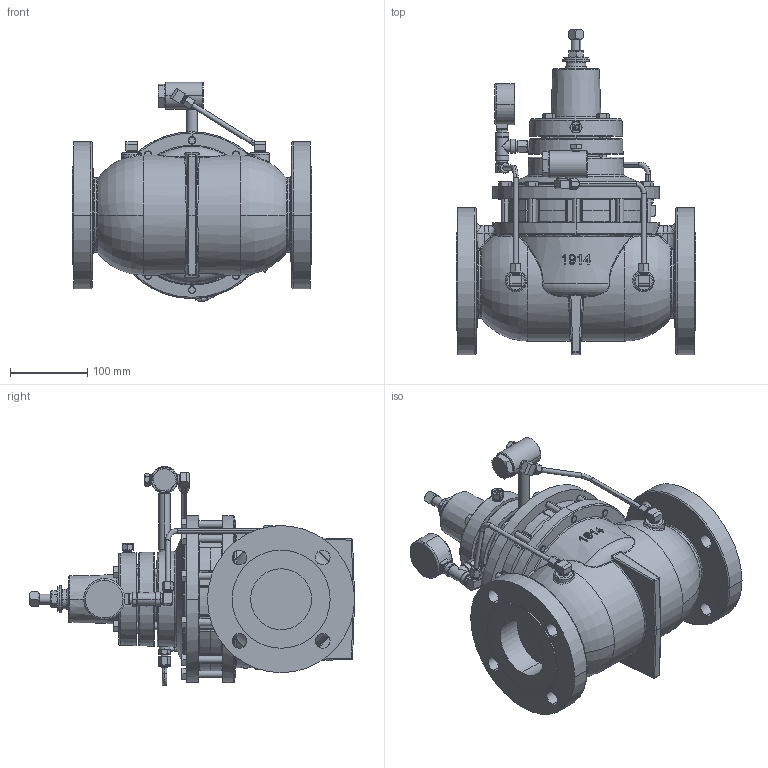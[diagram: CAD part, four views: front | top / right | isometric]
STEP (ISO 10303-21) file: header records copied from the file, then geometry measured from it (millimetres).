
FILE_DESCRIPTION (( 'STEP AP203' ), '1' );
FILE_NAME ('3 INCH 312 FGT PR (ABP).STEP', '2014-12-09T15:19:37', ( 'PCTech' ), ( 'Microsoft' ), 'SwSTEP 2.0', 'SolidWorks 2014', '' );
FILE_SCHEMA (( 'CONFIG_CONTROL_DESIGN' ));
Products named in the file (1): 3 INCH 312 FGT PR (ABP)
Bounding box: 309.55 x 421.22 x 284.07 mm (x, y, z)
Volume: 8906327.5 mm3; surface area: 518568.9 mm2
Topology: 1 solids, 6 shells, 3272 faces, 8617 edges, 5549 vertices
Faces by surface type: plane 1565, bspline 700, cylinder 560, cone 305, torus 120, sphere 22
Entity records: 148560 total; most frequent: CARTESIAN_POINT 72654, ORIENTED_EDGE 17166, DIRECTION 13492, EDGE_CURVE 8583, VERTEX_POINT 5547, VECTOR 4618, LINE 4618, AXIS2_PLACEMENT_3D 4437
